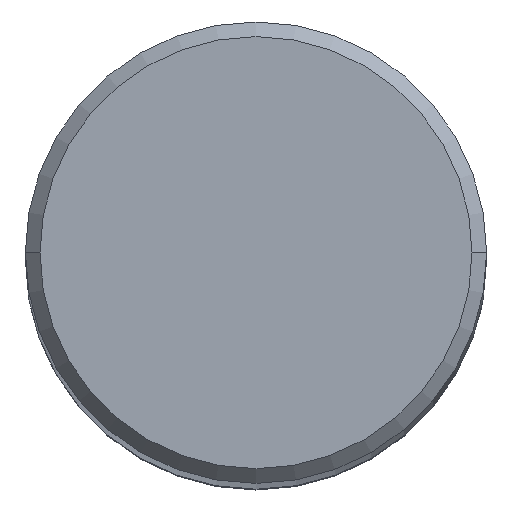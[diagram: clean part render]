
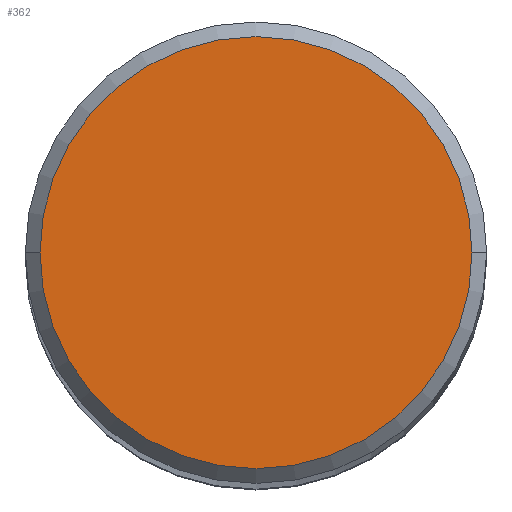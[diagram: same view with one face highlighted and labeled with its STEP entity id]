
A CAD part, top view. The second image highlights one B-rep face of the part: STEP entity #362.
In plain terms, the highlighted planar face has unit normal (0, 0, 1).
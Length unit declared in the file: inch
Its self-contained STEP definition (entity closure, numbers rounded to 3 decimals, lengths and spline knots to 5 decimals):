
#36 = FACE_OUTER_BOUND ( 'NONE', #501, .T. ) ;
#67 = CIRCLE ( 'NONE', #216, 0.29495 ) ;
#68 = EDGE_CURVE ( 'NONE', #489, #522, #134, .T. ) ;
#106 = ORIENTED_EDGE ( 'NONE', *, *, #68, .F. ) ;
#124 = DIRECTION ( 'NONE',  ( 0., 0., 1. ) ) ;
#129 = CARTESIAN_POINT ( 'NONE',  ( 0., 0., 0. ) ) ;
#134 = CIRCLE ( 'NONE', #252, 0.29495 ) ;
#142 = CARTESIAN_POINT ( 'NONE',  ( -0.29495, 0., 0. ) ) ;
#180 = DIRECTION ( 'NONE',  ( 0., 0., -1. ) ) ;
#216 = AXIS2_PLACEMENT_3D ( 'NONE', #129, #302, #558 ) ;
#252 = AXIS2_PLACEMENT_3D ( 'NONE', #441, #180, #447 ) ;
#255 = PLANE ( 'NONE',  #535 ) ;
#302 = DIRECTION ( 'NONE',  ( 0., 0., -1. ) ) ;
#346 = ORIENTED_EDGE ( 'NONE', *, *, #395, .F. ) ;
#347 = DIRECTION ( 'NONE',  ( 1., 0., 0. ) ) ;
#362 = ADVANCED_FACE ( 'NONE', ( #36 ), #255, .T. ) ;
#395 = EDGE_CURVE ( 'NONE', #522, #489, #67, .T. ) ;
#440 = CARTESIAN_POINT ( 'NONE',  ( 0.29495, 0., 0. ) ) ;
#441 = CARTESIAN_POINT ( 'NONE',  ( 0., 0., 0. ) ) ;
#447 = DIRECTION ( 'NONE',  ( -1., 0., 0. ) ) ;
#489 = VERTEX_POINT ( 'NONE', #142 ) ;
#501 = EDGE_LOOP ( 'NONE', ( #106, #346 ) ) ;
#519 = CARTESIAN_POINT ( 'NONE',  ( 0., 0.29495, 0. ) ) ;
#522 = VERTEX_POINT ( 'NONE', #440 ) ;
#535 = AXIS2_PLACEMENT_3D ( 'NONE', #519, #124, #347 ) ;
#558 = DIRECTION ( 'NONE',  ( -1., 0., 0. ) ) ;
